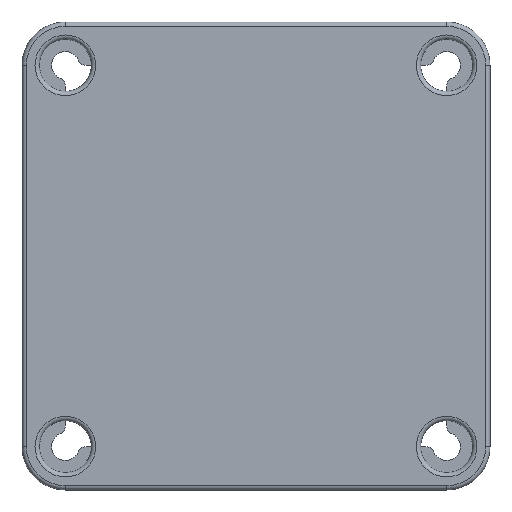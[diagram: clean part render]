
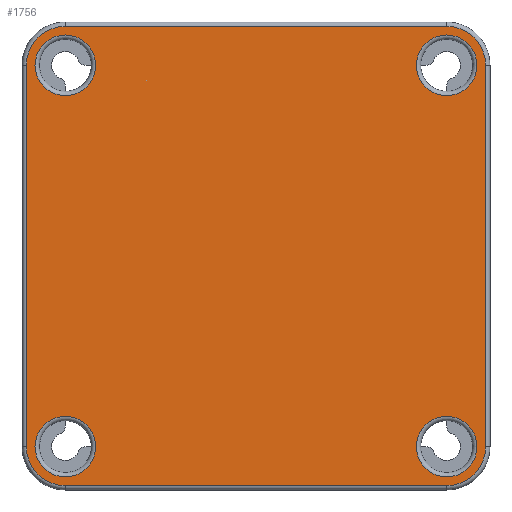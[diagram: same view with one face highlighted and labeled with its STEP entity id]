
A CAD part, front view. The second image highlights one B-rep face of the part: STEP entity #1756.
In plain terms, the highlighted planar face has unit normal (0, -1, 0).
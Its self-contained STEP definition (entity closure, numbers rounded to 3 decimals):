
#32=FACE_BOUND('',#239,.T.);
#33=FACE_BOUND('',#240,.T.);
#34=FACE_BOUND('',#241,.T.);
#35=FACE_BOUND('',#242,.T.);
#135=FACE_OUTER_BOUND('',#238,.T.);
#238=EDGE_LOOP('',(#1420,#1421,#1422,#1423,#1424,#1425,#1426,#1427));
#239=EDGE_LOOP('',(#1428));
#240=EDGE_LOOP('',(#1429));
#241=EDGE_LOOP('',(#1430));
#242=EDGE_LOOP('',(#1431));
#402=LINE('',#2935,#563);
#403=LINE('',#2939,#564);
#404=LINE('',#2943,#565);
#405=LINE('',#2947,#566);
#563=VECTOR('',#2294,10.);
#564=VECTOR('',#2297,10.);
#565=VECTOR('',#2300,10.);
#566=VECTOR('',#2303,10.);
#650=CIRCLE('',#1894,3.5);
#652=CIRCLE('',#1897,4.5);
#653=CIRCLE('',#1898,4.5);
#654=CIRCLE('',#1899,4.5);
#655=CIRCLE('',#1900,4.5);
#656=CIRCLE('',#1901,3.5);
#657=CIRCLE('',#1902,3.5);
#658=CIRCLE('',#1903,3.5);
#813=VERTEX_POINT('',#2929);
#814=VERTEX_POINT('',#2933);
#815=VERTEX_POINT('',#2934);
#816=VERTEX_POINT('',#2936);
#817=VERTEX_POINT('',#2938);
#818=VERTEX_POINT('',#2940);
#819=VERTEX_POINT('',#2942);
#820=VERTEX_POINT('',#2944);
#821=VERTEX_POINT('',#2946);
#822=VERTEX_POINT('',#2949);
#823=VERTEX_POINT('',#2951);
#824=VERTEX_POINT('',#2953);
#1030=EDGE_CURVE('',#813,#813,#650,.T.);
#1032=EDGE_CURVE('',#814,#815,#402,.T.);
#1033=EDGE_CURVE('',#816,#814,#652,.T.);
#1034=EDGE_CURVE('',#817,#816,#403,.T.);
#1035=EDGE_CURVE('',#818,#817,#653,.T.);
#1036=EDGE_CURVE('',#819,#818,#404,.T.);
#1037=EDGE_CURVE('',#820,#819,#654,.T.);
#1038=EDGE_CURVE('',#821,#820,#405,.T.);
#1039=EDGE_CURVE('',#815,#821,#655,.T.);
#1040=EDGE_CURVE('',#822,#822,#656,.T.);
#1041=EDGE_CURVE('',#823,#823,#657,.T.);
#1042=EDGE_CURVE('',#824,#824,#658,.T.);
#1420=ORIENTED_EDGE('',*,*,#1032,.F.);
#1421=ORIENTED_EDGE('',*,*,#1033,.F.);
#1422=ORIENTED_EDGE('',*,*,#1034,.F.);
#1423=ORIENTED_EDGE('',*,*,#1035,.F.);
#1424=ORIENTED_EDGE('',*,*,#1036,.F.);
#1425=ORIENTED_EDGE('',*,*,#1037,.F.);
#1426=ORIENTED_EDGE('',*,*,#1038,.F.);
#1427=ORIENTED_EDGE('',*,*,#1039,.F.);
#1428=ORIENTED_EDGE('',*,*,#1040,.F.);
#1429=ORIENTED_EDGE('',*,*,#1041,.F.);
#1430=ORIENTED_EDGE('',*,*,#1042,.F.);
#1431=ORIENTED_EDGE('',*,*,#1030,.F.);
#1691=PLANE('',#1896);
#1756=ADVANCED_FACE('',(#135,#32,#33,#34,#35),#1691,.T.);
#1894=AXIS2_PLACEMENT_3D('',#2930,#2288,#2289);
#1896=AXIS2_PLACEMENT_3D('',#2932,#2292,#2293);
#1897=AXIS2_PLACEMENT_3D('',#2937,#2295,#2296);
#1898=AXIS2_PLACEMENT_3D('',#2941,#2298,#2299);
#1899=AXIS2_PLACEMENT_3D('',#2945,#2301,#2302);
#1900=AXIS2_PLACEMENT_3D('',#2948,#2304,#2305);
#1901=AXIS2_PLACEMENT_3D('',#2950,#2306,#2307);
#1902=AXIS2_PLACEMENT_3D('',#2952,#2308,#2309);
#1903=AXIS2_PLACEMENT_3D('',#2954,#2310,#2311);
#2288=DIRECTION('center_axis',(0.,-1.,0.));
#2289=DIRECTION('ref_axis',(1.,0.,0.));
#2292=DIRECTION('center_axis',(0.,-1.,0.));
#2293=DIRECTION('ref_axis',(1.,0.,0.));
#2294=DIRECTION('',(1.,0.,0.));
#2295=DIRECTION('center_axis',(0.,1.,0.));
#2296=DIRECTION('ref_axis',(-0.707,0.,0.707));
#2297=DIRECTION('',(0.,0.,1.));
#2298=DIRECTION('center_axis',(0.,1.,0.));
#2299=DIRECTION('ref_axis',(-0.707,0.,-0.707));
#2300=DIRECTION('',(-1.,0.,0.));
#2301=DIRECTION('center_axis',(0.,1.,0.));
#2302=DIRECTION('ref_axis',(0.707,0.,-0.707));
#2303=DIRECTION('',(0.,0.,-1.));
#2304=DIRECTION('center_axis',(0.,1.,0.));
#2305=DIRECTION('ref_axis',(0.707,0.,0.707));
#2306=DIRECTION('center_axis',(0.,-1.,0.));
#2307=DIRECTION('ref_axis',(1.,0.,0.));
#2308=DIRECTION('center_axis',(0.,-1.,0.));
#2309=DIRECTION('ref_axis',(1.,0.,0.));
#2310=DIRECTION('center_axis',(0.,-1.,0.));
#2311=DIRECTION('ref_axis',(1.,0.,0.));
#2929=CARTESIAN_POINT('',(-22.,-7.,18.5));
#2930=CARTESIAN_POINT('Origin',(-22.,-7.,22.));
#2932=CARTESIAN_POINT('Origin',(0.,-7.,0.));
#2933=CARTESIAN_POINT('',(-22.,-7.,26.5));
#2934=CARTESIAN_POINT('',(22.,-7.,26.5));
#2935=CARTESIAN_POINT('',(-11.,-7.,26.5));
#2936=CARTESIAN_POINT('',(-26.5,-7.,22.));
#2937=CARTESIAN_POINT('Origin',(-22.,-7.,22.));
#2938=CARTESIAN_POINT('',(-26.5,-7.,-22.));
#2939=CARTESIAN_POINT('',(-26.5,-7.,-11.));
#2940=CARTESIAN_POINT('',(-22.,-7.,-26.5));
#2941=CARTESIAN_POINT('Origin',(-22.,-7.,-22.));
#2942=CARTESIAN_POINT('',(22.,-7.,-26.5));
#2943=CARTESIAN_POINT('',(11.,-7.,-26.5));
#2944=CARTESIAN_POINT('',(26.5,-7.,-22.));
#2945=CARTESIAN_POINT('Origin',(22.,-7.,-22.));
#2946=CARTESIAN_POINT('',(26.5,-7.,22.));
#2947=CARTESIAN_POINT('',(26.5,-7.,11.));
#2948=CARTESIAN_POINT('Origin',(22.,-7.,22.));
#2949=CARTESIAN_POINT('',(-22.,-7.,-25.5));
#2950=CARTESIAN_POINT('Origin',(-22.,-7.,-22.));
#2951=CARTESIAN_POINT('',(22.,-7.,18.5));
#2952=CARTESIAN_POINT('Origin',(22.,-7.,22.));
#2953=CARTESIAN_POINT('',(22.,-7.,-25.5));
#2954=CARTESIAN_POINT('Origin',(22.,-7.,-22.));
